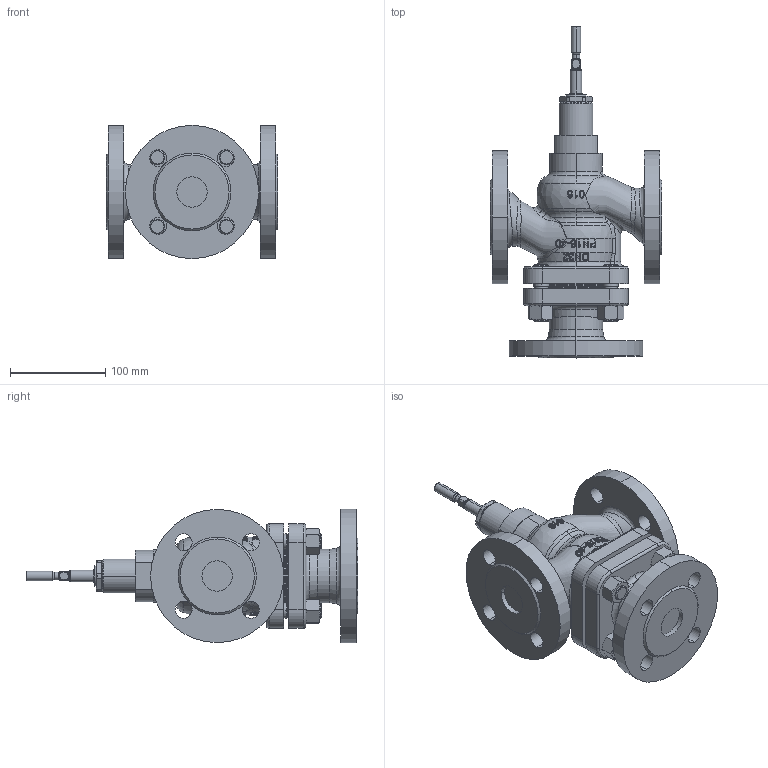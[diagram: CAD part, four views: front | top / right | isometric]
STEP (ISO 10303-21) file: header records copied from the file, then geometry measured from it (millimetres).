
FILE_DESCRIPTION (( 'STEP AP203' ), '1' );
FILE_NAME ('BR340S DN32 XXX PN16-40 for MC_STEP (Defeature).STEP', '2015-03-10T10:46:50', ( 'HORA' ), ( 'Holter Regelamaturen GmbH & Co. KG' ), 'SwSTEP 2.0', 'SolidWorks 2014', '' );
FILE_SCHEMA (( 'CONFIG_CONTROL_DESIGN' ));
Products named in the file (1): BR340S DN32 XXX PN16-40 for MC_STEP (Defeature)
Bounding box: 180 x 349 x 140 mm (x, y, z)
Volume: 2088729.6 mm3; surface area: 219745.1 mm2
Topology: 1 solids, 1 shells, 836 faces, 2206 edges, 1413 vertices
Faces by surface type: bspline 262, plane 214, cylinder 148, cone 117, torus 71, sphere 24
Entity records: 150686 total; most frequent: CARTESIAN_POINT 132017, ORIENTED_EDGE 4356, DIRECTION 3158, EDGE_CURVE 2178, VERTEX_POINT 1397, AXIS2_PLACEMENT_3D 1266, EDGE_LOOP 919, FACE_OUTER_BOUND 835
